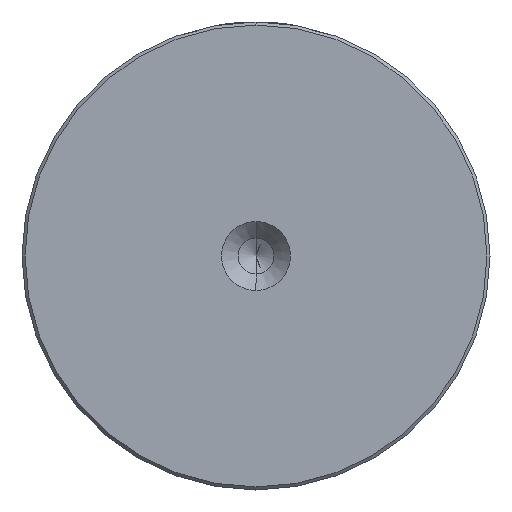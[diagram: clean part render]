
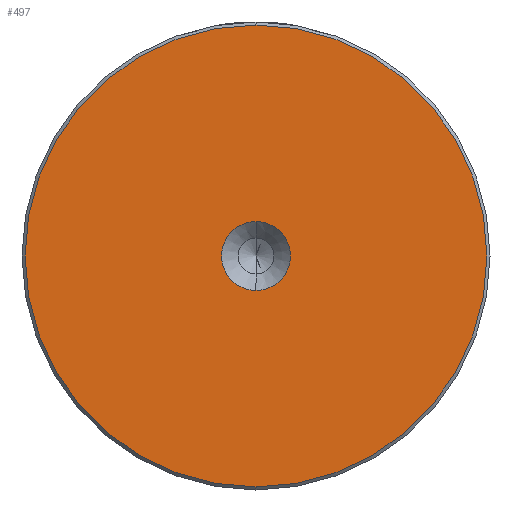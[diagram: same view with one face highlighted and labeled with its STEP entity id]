
A CAD part, left-side view. The second image highlights one B-rep face of the part: STEP entity #497.
In plain terms, the highlighted planar face has unit normal (-1, 0, 0).
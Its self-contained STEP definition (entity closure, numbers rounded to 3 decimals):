
#82 = DIRECTION ( 'NONE',  ( -1., 0., 0. ) ) ;
#83 = DIRECTION ( 'NONE',  ( -1., 0., 0. ) ) ;
#94 = CARTESIAN_POINT ( 'NONE',  ( 0., 0., 0. ) ) ;
#103 = CARTESIAN_POINT ( 'NONE',  ( 0., 0., 0. ) ) ;
#329 = ORIENTED_EDGE ( 'NONE', *, *, #2373, .F. ) ;
#441 = DIRECTION ( 'NONE',  ( -1., 0., 0. ) ) ;
#460 = AXIS2_PLACEMENT_3D ( 'NONE', #1715, #1618, #1608 ) ;
#497 = ADVANCED_FACE ( 'NONE', ( #1656, #1706 ), #1767, .T. ) ;
#655 = EDGE_CURVE ( 'NONE', #1429, #863, #877, .T. ) ;
#711 = DIRECTION ( 'NONE',  ( -1., 0., 0. ) ) ;
#825 = EDGE_LOOP ( 'NONE', ( #2168, #329 ) ) ;
#863 = VERTEX_POINT ( 'NONE', #1065 ) ;
#871 = VERTEX_POINT ( 'NONE', #1057 ) ;
#877 = CIRCLE ( 'NONE', #2232, 5.6 ) ;
#1057 = CARTESIAN_POINT ( 'NONE',  ( 0., 0., -37.5 ) ) ;
#1065 = CARTESIAN_POINT ( 'NONE',  ( 0., 0., -5.6 ) ) ;
#1099 = EDGE_LOOP ( 'NONE', ( #1319, #2505 ) ) ;
#1274 = VERTEX_POINT ( 'NONE', #2507 ) ;
#1319 = ORIENTED_EDGE ( 'NONE', *, *, #2318, .T. ) ;
#1337 = EDGE_CURVE ( 'NONE', #1274, #871, #1952, .T. ) ;
#1383 = CIRCLE ( 'NONE', #1406, 37.5 ) ;
#1406 = AXIS2_PLACEMENT_3D ( 'NONE', #1645, #441, #1846 ) ;
#1429 = VERTEX_POINT ( 'NONE', #1844 ) ;
#1608 = DIRECTION ( 'NONE',  ( 0., 0., 1. ) ) ;
#1618 = DIRECTION ( 'NONE',  ( -1., 0., 0. ) ) ;
#1645 = CARTESIAN_POINT ( 'NONE',  ( 0., 0., 0. ) ) ;
#1656 = FACE_OUTER_BOUND ( 'NONE', #1099, .T. ) ;
#1676 = AXIS2_PLACEMENT_3D ( 'NONE', #94, #82, #2022 ) ;
#1706 = FACE_BOUND ( 'NONE', #825, .T. ) ;
#1715 = CARTESIAN_POINT ( 'NONE',  ( 0., 0., 0. ) ) ;
#1767 = PLANE ( 'NONE',  #460 ) ;
#1779 = CIRCLE ( 'NONE', #2081, 5.6 ) ;
#1844 = CARTESIAN_POINT ( 'NONE',  ( 0., 0., 5.6 ) ) ;
#1846 = DIRECTION ( 'NONE',  ( 0., 0., 1. ) ) ;
#1914 = CARTESIAN_POINT ( 'NONE',  ( 0., 0., 0. ) ) ;
#1952 = CIRCLE ( 'NONE', #1676, 37.5 ) ;
#2022 = DIRECTION ( 'NONE',  ( 0., 0., 1. ) ) ;
#2081 = AXIS2_PLACEMENT_3D ( 'NONE', #1914, #711, #2128 ) ;
#2128 = DIRECTION ( 'NONE',  ( 0., 0., 1. ) ) ;
#2168 = ORIENTED_EDGE ( 'NONE', *, *, #655, .F. ) ;
#2232 = AXIS2_PLACEMENT_3D ( 'NONE', #103, #83, #2647 ) ;
#2318 = EDGE_CURVE ( 'NONE', #871, #1274, #1383, .T. ) ;
#2373 = EDGE_CURVE ( 'NONE', #863, #1429, #1779, .T. ) ;
#2505 = ORIENTED_EDGE ( 'NONE', *, *, #1337, .T. ) ;
#2507 = CARTESIAN_POINT ( 'NONE',  ( 0., 0., 37.5 ) ) ;
#2647 = DIRECTION ( 'NONE',  ( 0., 0., 1. ) ) ;
